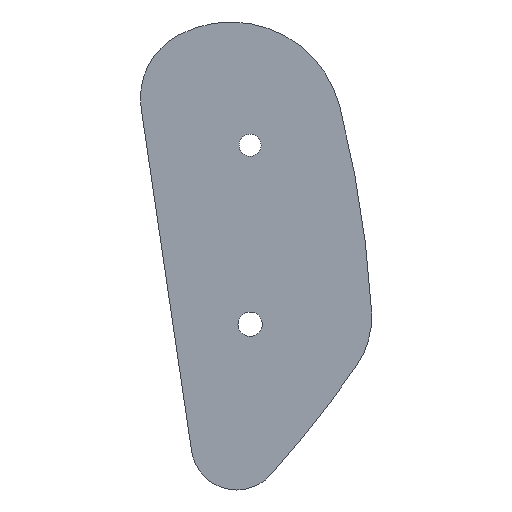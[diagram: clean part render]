
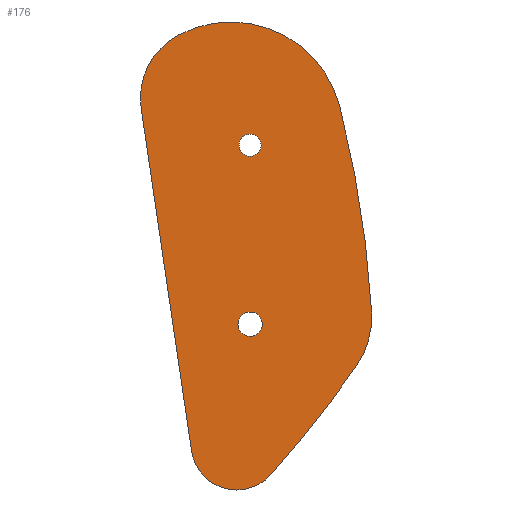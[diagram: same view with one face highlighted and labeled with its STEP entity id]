
A CAD part, front view. The second image highlights one B-rep face of the part: STEP entity #176.
In plain terms, the highlighted planar face has unit normal (0, -1, 0).
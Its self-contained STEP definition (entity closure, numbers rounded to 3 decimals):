
#2 = CARTESIAN_POINT ( 'NONE',  ( -171.257, 0., -138.292 ) ) ;
#10 = CARTESIAN_POINT ( 'NONE',  ( -50.225, 0., -100.871 ) ) ;
#14 = CARTESIAN_POINT ( 'NONE',  ( -22.457, 0., -100.6 ) ) ;
#15 = CARTESIAN_POINT ( 'NONE',  ( -35., 0., -131. ) ) ;
#19 = AXIS2_PLACEMENT_3D ( 'NONE', #2, #403, #287 ) ;
#30 = CIRCLE ( 'NONE', #522, 6.396 ) ;
#32 = ORIENTED_EDGE ( 'NONE', *, *, #115, .T. ) ;
#37 = ORIENTED_EDGE ( 'NONE', *, *, #374, .F. ) ;
#38 = DIRECTION ( 'NONE',  ( -0.145, 0., 0.989 ) ) ;
#40 = EDGE_CURVE ( 'NONE', #413, #383, #252, .T. ) ;
#48 = CARTESIAN_POINT ( 'NONE',  ( -20.116, 0., -136.805 ) ) ;
#57 = AXIS2_PLACEMENT_3D ( 'NONE', #493, #167, #498 ) ;
#60 = EDGE_CURVE ( 'NONE', #111, #272, #400, .T. ) ;
#62 = CIRCLE ( 'NONE', #305, 1.7 ) ;
#68 = CIRCLE ( 'NONE', #19, 153.5 ) ;
#71 = DIRECTION ( 'NONE',  ( 0., 0., 1. ) ) ;
#72 = CIRCLE ( 'NONE', #380, 1.546 ) ;
#76 = ORIENTED_EDGE ( 'NONE', *, *, #156, .F. ) ;
#78 = DIRECTION ( 'NONE',  ( 0., 1., 0. ) ) ;
#88 = DIRECTION ( 'NONE',  ( 0., 0., 1. ) ) ;
#92 = ORIENTED_EDGE ( 'NONE', *, *, #433, .T. ) ;
#104 = EDGE_CURVE ( 'NONE', #492, #521, #68, .T. ) ;
#111 = VERTEX_POINT ( 'NONE', #362 ) ;
#115 = EDGE_CURVE ( 'NONE', #334, #210, #495, .T. ) ;
#118 = CARTESIAN_POINT ( 'NONE',  ( -35., 0., -131. ) ) ;
#123 = DIRECTION ( 'NONE',  ( 0., 1., 0. ) ) ;
#131 = PLANE ( 'NONE',  #356 ) ;
#133 = DIRECTION ( 'NONE',  ( 0., 0., 1. ) ) ;
#139 = EDGE_CURVE ( 'NONE', #166, #432, #393, .T. ) ;
#140 = CIRCLE ( 'NONE', #431, 15.696 ) ;
#151 = VERTEX_POINT ( 'NONE', #253 ) ;
#155 = DIRECTION ( 'NONE',  ( 0., 1., 0. ) ) ;
#156 = EDGE_CURVE ( 'NONE', #432, #441, #30, .T. ) ;
#157 = AXIS2_PLACEMENT_3D ( 'NONE', #497, #174, #133 ) ;
#160 = EDGE_LOOP ( 'NONE', ( #326, #257 ) ) ;
#166 = VERTEX_POINT ( 'NONE', #48 ) ;
#167 = DIRECTION ( 'NONE',  ( 0., 1., 0. ) ) ;
#170 = CARTESIAN_POINT ( 'NONE',  ( -36.867, 0., -154.181 ) ) ;
#174 = DIRECTION ( 'NONE',  ( 0., 1., 0. ) ) ;
#176 = ADVANCED_FACE ( 'NONE', ( #225, #329, #456 ), #131, .F. ) ;
#177 = DIRECTION ( 'NONE',  ( 0., 0., 1. ) ) ;
#182 = ORIENTED_EDGE ( 'NONE', *, *, #206, .F. ) ;
#184 = AXIS2_PLACEMENT_3D ( 'NONE', #118, #78, #208 ) ;
#189 = DIRECTION ( 'NONE',  ( 0., 0., 1. ) ) ;
#192 = CARTESIAN_POINT ( 'NONE',  ( -30., 0., -130. ) ) ;
#193 = AXIS2_PLACEMENT_3D ( 'NONE', #323, #123, #71 ) ;
#206 = EDGE_CURVE ( 'NONE', #151, #413, #440, .T. ) ;
#208 = DIRECTION ( 'NONE',  ( 0., 0., 1. ) ) ;
#210 = VERTEX_POINT ( 'NONE', #211 ) ;
#211 = CARTESIAN_POINT ( 'NONE',  ( -35., 0., -104.454 ) ) ;
#213 = VECTOR ( 'NONE', #38, 1000. ) ;
#225 = FACE_OUTER_BOUND ( 'NONE', #408, .T. ) ;
#236 = AXIS2_PLACEMENT_3D ( 'NONE', #294, #256, #322 ) ;
#252 = CIRCLE ( 'NONE', #193, 10. ) ;
#253 = CARTESIAN_POINT ( 'NONE',  ( -43.195, 0., -148.715 ) ) ;
#256 = DIRECTION ( 'NONE',  ( 0., 1., 0. ) ) ;
#257 = ORIENTED_EDGE ( 'NONE', *, *, #60, .T. ) ;
#272 = VERTEX_POINT ( 'NONE', #426 ) ;
#274 = EDGE_CURVE ( 'NONE', #272, #111, #62, .T. ) ;
#279 = DIRECTION ( 'NONE',  ( 0., 1., 0. ) ) ;
#283 = ORIENTED_EDGE ( 'NONE', *, *, #139, .F. ) ;
#284 = EDGE_CURVE ( 'NONE', #521, #166, #421, .T. ) ;
#287 = DIRECTION ( 'NONE',  ( 0., 0., 1. ) ) ;
#291 = CARTESIAN_POINT ( 'NONE',  ( -40.331, 0., -99.417 ) ) ;
#294 = CARTESIAN_POINT ( 'NONE',  ( -146.544, 0., -49.752 ) ) ;
#296 = DIRECTION ( 'NONE',  ( 0., 1., 0. ) ) ;
#305 = AXIS2_PLACEMENT_3D ( 'NONE', #15, #469, #337 ) ;
#311 = CARTESIAN_POINT ( 'NONE',  ( -45., 0., -90.574 ) ) ;
#312 = EDGE_LOOP ( 'NONE', ( #32, #92 ) ) ;
#322 = DIRECTION ( 'NONE',  ( 0., 0., 1. ) ) ;
#323 = CARTESIAN_POINT ( 'NONE',  ( -40.331, 0., -99.417 ) ) ;
#324 = ORIENTED_EDGE ( 'NONE', *, *, #450, .F. ) ;
#326 = ORIENTED_EDGE ( 'NONE', *, *, #274, .T. ) ;
#328 = CARTESIAN_POINT ( 'NONE',  ( -32.098, 0., -152.048 ) ) ;
#329 = FACE_BOUND ( 'NONE', #160, .T. ) ;
#333 = DIRECTION ( 'NONE',  ( 0., 1., 0. ) ) ;
#334 = VERTEX_POINT ( 'NONE', #364 ) ;
#337 = DIRECTION ( 'NONE',  ( 0., 0., 1. ) ) ;
#345 = DIRECTION ( 'NONE',  ( 0., 0., 1. ) ) ;
#356 = AXIS2_PLACEMENT_3D ( 'NONE', #291, #333, #88 ) ;
#358 = CARTESIAN_POINT ( 'NONE',  ( -37.672, 0., -104.454 ) ) ;
#361 = ORIENTED_EDGE ( 'NONE', *, *, #40, .F. ) ;
#362 = CARTESIAN_POINT ( 'NONE',  ( -35., 0., -129.3 ) ) ;
#364 = CARTESIAN_POINT ( 'NONE',  ( -35., 0., -107.546 ) ) ;
#370 = CARTESIAN_POINT ( 'NONE',  ( -35., 0., -106. ) ) ;
#374 = EDGE_CURVE ( 'NONE', #383, #492, #140, .T. ) ;
#375 = CARTESIAN_POINT ( 'NONE',  ( -36.867, 0., -147.785 ) ) ;
#376 = ORIENTED_EDGE ( 'NONE', *, *, #104, .F. ) ;
#380 = AXIS2_PLACEMENT_3D ( 'NONE', #370, #296, #189 ) ;
#383 = VERTEX_POINT ( 'NONE', #311 ) ;
#387 = CARTESIAN_POINT ( 'NONE',  ( -18.021, 0., -129.297 ) ) ;
#393 = CIRCLE ( 'NONE', #236, 153.5 ) ;
#400 = CIRCLE ( 'NONE', #184, 1.7 ) ;
#403 = DIRECTION ( 'NONE',  ( 0., 1., 0. ) ) ;
#405 = CARTESIAN_POINT ( 'NONE',  ( -43.195, 0., -148.715 ) ) ;
#408 = EDGE_LOOP ( 'NONE', ( #361, #182, #324, #76, #283, #519, #376, #37 ) ) ;
#413 = VERTEX_POINT ( 'NONE', #10 ) ;
#421 = CIRCLE ( 'NONE', #514, 12. ) ;
#426 = CARTESIAN_POINT ( 'NONE',  ( -35., 0., -132.7 ) ) ;
#431 = AXIS2_PLACEMENT_3D ( 'NONE', #358, #155, #434 ) ;
#432 = VERTEX_POINT ( 'NONE', #328 ) ;
#433 = EDGE_CURVE ( 'NONE', #210, #334, #72, .T. ) ;
#434 = DIRECTION ( 'NONE',  ( 0., 0., -1. ) ) ;
#440 = LINE ( 'NONE', #405, #213 ) ;
#441 = VERTEX_POINT ( 'NONE', #170 ) ;
#450 = EDGE_CURVE ( 'NONE', #441, #151, #516, .T. ) ;
#456 = FACE_BOUND ( 'NONE', #312, .T. ) ;
#469 = DIRECTION ( 'NONE',  ( 0., 1., 0. ) ) ;
#492 = VERTEX_POINT ( 'NONE', #14 ) ;
#493 = CARTESIAN_POINT ( 'NONE',  ( -35., 0., -106. ) ) ;
#495 = CIRCLE ( 'NONE', #57, 1.546 ) ;
#497 = CARTESIAN_POINT ( 'NONE',  ( -36.867, 0., -147.785 ) ) ;
#498 = DIRECTION ( 'NONE',  ( 0., 0., 1. ) ) ;
#505 = DIRECTION ( 'NONE',  ( 0., 1., 0. ) ) ;
#514 = AXIS2_PLACEMENT_3D ( 'NONE', #192, #505, #345 ) ;
#516 = CIRCLE ( 'NONE', #157, 6.396 ) ;
#519 = ORIENTED_EDGE ( 'NONE', *, *, #284, .F. ) ;
#521 = VERTEX_POINT ( 'NONE', #387 ) ;
#522 = AXIS2_PLACEMENT_3D ( 'NONE', #375, #279, #177 ) ;
